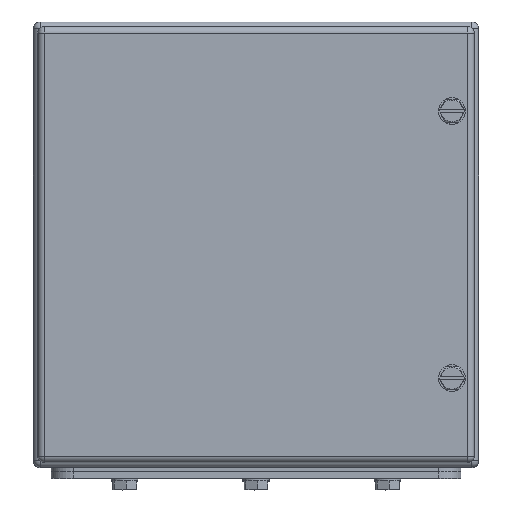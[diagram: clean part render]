
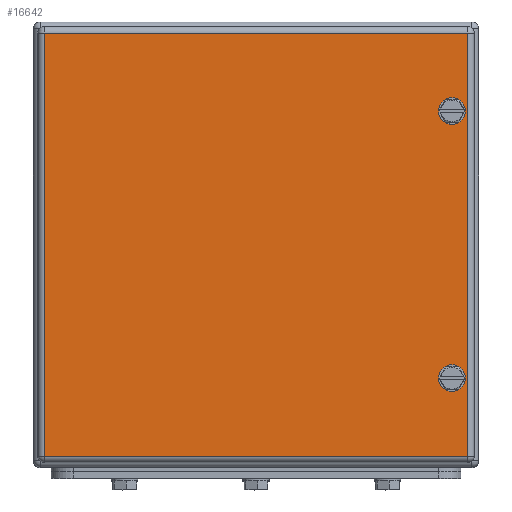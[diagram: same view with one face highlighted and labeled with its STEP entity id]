
A CAD part, top view. The second image highlights one B-rep face of the part: STEP entity #16642.
In plain terms, the highlighted planar face has unit normal (0, 0, 1).
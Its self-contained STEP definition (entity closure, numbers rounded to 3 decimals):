
#16584=AXIS2_PLACEMENT_3D('Plane Axis2P3D',#16581,#16582,#16583) ;
#16626=AXIS2_PLACEMENT_3D('Circle Axis2P3D',#16624,#16625,$) ;
#16635=AXIS2_PLACEMENT_3D('Circle Axis2P3D',#16633,#16634,$) ;
#16397=CARTESIAN_POINT('Vertex',(184.5,50.,150.)) ;
#16401=CARTESIAN_POINT('Control Point',(184.5,50.,150.)) ;
#16402=CARTESIAN_POINT('Control Point',(184.5,49.45,150.)) ;
#16403=CARTESIAN_POINT('Control Point',(184.608,48.9,150.)) ;
#16404=CARTESIAN_POINT('Control Point',(184.824,48.379,150.)) ;
#16405=CARTESIAN_POINT('Control Point',(185.449,47.449,150.)) ;
#16406=CARTESIAN_POINT('Control Point',(186.379,46.824,150.)) ;
#16407=CARTESIAN_POINT('Control Point',(186.9,46.608,150.)) ;
#16408=CARTESIAN_POINT('Control Point',(188.,46.392,150.)) ;
#16409=CARTESIAN_POINT('Control Point',(189.1,46.608,150.)) ;
#16410=CARTESIAN_POINT('Control Point',(189.621,46.824,150.)) ;
#16411=CARTESIAN_POINT('Control Point',(190.551,47.449,150.)) ;
#16412=CARTESIAN_POINT('Control Point',(191.176,48.379,150.)) ;
#16413=CARTESIAN_POINT('Control Point',(191.392,48.9,150.)) ;
#16414=CARTESIAN_POINT('Control Point',(191.5,49.45,150.)) ;
#16415=CARTESIAN_POINT('Control Point',(191.5,50.,150.)) ;
#16416=CARTESIAN_POINT('Vertex',(191.5,50.,150.)) ;
#16558=CARTESIAN_POINT('Control Point',(191.5,50.,150.)) ;
#16559=CARTESIAN_POINT('Control Point',(191.5,50.55,150.)) ;
#16560=CARTESIAN_POINT('Control Point',(191.392,51.1,150.)) ;
#16561=CARTESIAN_POINT('Control Point',(191.176,51.621,150.)) ;
#16562=CARTESIAN_POINT('Control Point',(190.551,52.551,150.)) ;
#16563=CARTESIAN_POINT('Control Point',(189.621,53.176,150.)) ;
#16564=CARTESIAN_POINT('Control Point',(189.1,53.392,150.)) ;
#16565=CARTESIAN_POINT('Control Point',(188.,53.608,150.)) ;
#16566=CARTESIAN_POINT('Control Point',(186.9,53.392,150.)) ;
#16567=CARTESIAN_POINT('Control Point',(186.379,53.176,150.)) ;
#16568=CARTESIAN_POINT('Control Point',(185.449,52.551,150.)) ;
#16569=CARTESIAN_POINT('Control Point',(184.824,51.621,150.)) ;
#16570=CARTESIAN_POINT('Control Point',(184.608,51.1,150.)) ;
#16571=CARTESIAN_POINT('Control Point',(184.5,50.55,150.)) ;
#16572=CARTESIAN_POINT('Control Point',(184.5,50.,150.)) ;
#16581=CARTESIAN_POINT('Axis2P3D Location',(100.,110.,150.)) ;
#16586=CARTESIAN_POINT('Line Origine',(195.,110.,150.)) ;
#16590=CARTESIAN_POINT('Vertex',(195.,15.,150.)) ;
#16592=CARTESIAN_POINT('Vertex',(195.,205.,150.)) ;
#16595=CARTESIAN_POINT('Line Origine',(100.,205.,150.)) ;
#16599=CARTESIAN_POINT('Vertex',(5.,205.,150.)) ;
#16602=CARTESIAN_POINT('Line Origine',(5.,110.,150.)) ;
#16606=CARTESIAN_POINT('Vertex',(5.,15.,150.)) ;
#16609=CARTESIAN_POINT('Line Origine',(100.,15.,150.)) ;
#16624=CARTESIAN_POINT('Axis2P3D Location',(188.,170.,150.)) ;
#16628=CARTESIAN_POINT('Vertex',(191.5,170.,150.)) ;
#16630=CARTESIAN_POINT('Vertex',(184.5,170.,150.)) ;
#16633=CARTESIAN_POINT('Axis2P3D Location',(188.,170.,150.)) ;
#16582=DIRECTION('Axis2P3D Direction',(0.,0.,1.)) ;
#16583=DIRECTION('Axis2P3D XDirection',(1.,0.,0.)) ;
#16587=DIRECTION('Vector Direction',(0.,1.,0.)) ;
#16596=DIRECTION('Vector Direction',(-1.,0.,0.)) ;
#16603=DIRECTION('Vector Direction',(0.,-1.,0.)) ;
#16610=DIRECTION('Vector Direction',(1.,0.,0.)) ;
#16625=DIRECTION('Axis2P3D Direction',(0.,0.,1.)) ;
#16634=DIRECTION('Axis2P3D Direction',(0.,0.,1.)) ;
#16588=VECTOR('Line Direction',#16587,1.) ;
#16597=VECTOR('Line Direction',#16596,1.) ;
#16604=VECTOR('Line Direction',#16603,1.) ;
#16611=VECTOR('Line Direction',#16610,1.) ;
#16615=ORIENTED_EDGE('',*,*,#16594,.T.) ;
#16616=ORIENTED_EDGE('',*,*,#16601,.T.) ;
#16617=ORIENTED_EDGE('',*,*,#16608,.T.) ;
#16618=ORIENTED_EDGE('',*,*,#16613,.T.) ;
#16621=ORIENTED_EDGE('',*,*,#16573,.F.) ;
#16622=ORIENTED_EDGE('',*,*,#16418,.F.) ;
#16639=ORIENTED_EDGE('',*,*,#16632,.F.) ;
#16640=ORIENTED_EDGE('',*,*,#16637,.F.) ;
#16623=FACE_BOUND('',#16620,.T.) ;
#16641=FACE_BOUND('',#16638,.T.) ;
#16642=ADVANCED_FACE('76192_ZUB_DE_HS_KEBI_200x200-1/76192_DE_HS_KEBI_200x200-1-solid1',(#16619,#16623,#16641),#16585,.T.) ;
#16400=B_SPLINE_CURVE_WITH_KNOTS('',5,(#16401,#16402,#16403,#16404,#16405,#16406,#16407,#16408,#16409,#16410,#16411,#16412,#16413,#16414,#16415),.UNSPECIFIED.,.F.,.U.,(6,3,3,3,6),(-5.498,-2.749,0.,2.749,5.498),.UNSPECIFIED.) ;
#16557=B_SPLINE_CURVE_WITH_KNOTS('',5,(#16558,#16559,#16560,#16561,#16562,#16563,#16564,#16565,#16566,#16567,#16568,#16569,#16570,#16571,#16572),.UNSPECIFIED.,.F.,.U.,(6,3,3,3,6),(-5.498,-2.749,0.,2.749,5.498),.UNSPECIFIED.) ;
#16627=CIRCLE('generated circle',#16626,3.5) ;
#16636=CIRCLE('generated circle',#16635,3.5) ;
#16418=EDGE_CURVE('',#16398,#16417,#16400,.T.) ;
#16573=EDGE_CURVE('',#16417,#16398,#16557,.T.) ;
#16594=EDGE_CURVE('',#16591,#16593,#16589,.T.) ;
#16601=EDGE_CURVE('',#16593,#16600,#16598,.T.) ;
#16608=EDGE_CURVE('',#16600,#16607,#16605,.T.) ;
#16613=EDGE_CURVE('',#16607,#16591,#16612,.T.) ;
#16632=EDGE_CURVE('',#16629,#16631,#16627,.T.) ;
#16637=EDGE_CURVE('',#16631,#16629,#16636,.T.) ;
#16614=EDGE_LOOP('',(#16615,#16616,#16617,#16618)) ;
#16620=EDGE_LOOP('',(#16621,#16622)) ;
#16638=EDGE_LOOP('',(#16639,#16640)) ;
#16619=FACE_OUTER_BOUND('',#16614,.T.) ;
#16589=LINE('Line',#16586,#16588) ;
#16598=LINE('Line',#16595,#16597) ;
#16605=LINE('Line',#16602,#16604) ;
#16612=LINE('Line',#16609,#16611) ;
#16585=PLANE('',#16584) ;
#16398=VERTEX_POINT('',#16397) ;
#16417=VERTEX_POINT('',#16416) ;
#16591=VERTEX_POINT('',#16590) ;
#16593=VERTEX_POINT('',#16592) ;
#16600=VERTEX_POINT('',#16599) ;
#16607=VERTEX_POINT('',#16606) ;
#16629=VERTEX_POINT('',#16628) ;
#16631=VERTEX_POINT('',#16630) ;
